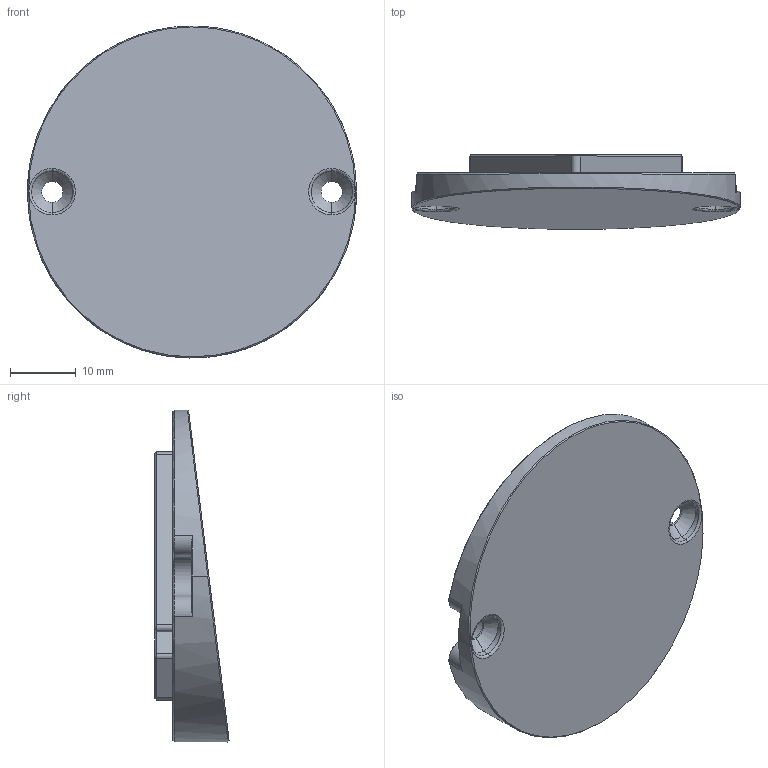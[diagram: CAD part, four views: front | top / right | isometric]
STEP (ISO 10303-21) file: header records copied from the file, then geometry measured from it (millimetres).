
FILE_DESCRIPTION (( 'STEP AP214' ), '1' );
FILE_NAME ('Viktus_Sinne_Logo_Insert_V1.2.STEP', '2021-12-06T17:42:43', ( '' ), ( '' ), 'SwSTEP 2.0', 'SolidWorks 2019', '' );
FILE_SCHEMA (( 'AUTOMOTIVE_DESIGN' ));
Length unit declared in the file: millimetre
Products named in the file (1): Viktus_Sinne_Logo_Insert_V1.2
Bounding box: 50 x 11.28 x 50.44 mm (x, y, z)
Volume: 11742.7 mm3; surface area: 5227.6 mm2
Topology: 1 solids, 1 shells, 100 faces, 238 edges, 142 vertices
Faces by surface type: cylinder 32, cone 28, plane 26, bspline 14
Entity records: 5704 total; most frequent: CARTESIAN_POINT 3417, ORIENTED_EDGE 476, DIRECTION 466, EDGE_CURVE 238, AXIS2_PLACEMENT_3D 177, VERTEX_POINT 142, VECTOR 112, LINE 112
